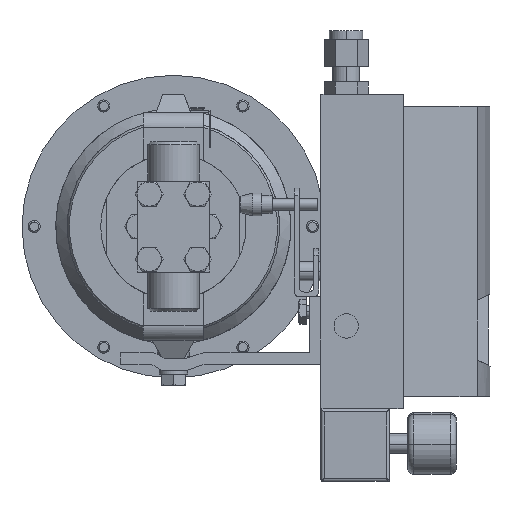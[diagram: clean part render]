
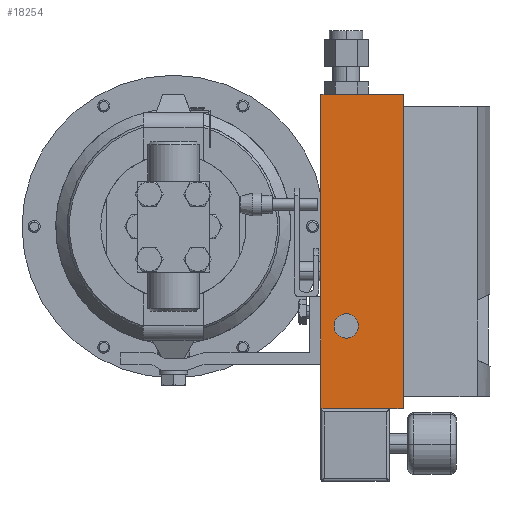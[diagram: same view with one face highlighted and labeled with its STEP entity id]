
A CAD part, front view. The second image highlights one B-rep face of the part: STEP entity #18254.
In plain terms, the highlighted planar face has unit normal (0, -1, 0).
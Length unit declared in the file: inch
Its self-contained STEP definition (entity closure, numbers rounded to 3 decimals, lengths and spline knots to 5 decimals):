
#1050 = DIRECTION ( 'NONE',  ( 0., 0., -1. ) ) ;
#1188 = VERTEX_POINT ( 'NONE', #11858 ) ;
#1195 = DIRECTION ( 'NONE',  ( -1., 0., 0. ) ) ;
#1241 = ORIENTED_EDGE ( 'NONE', *, *, #7780, .T. ) ;
#1889 = AXIS2_PLACEMENT_3D ( 'NONE', #16349, #16448, #1195 ) ;
#1956 = CARTESIAN_POINT ( 'NONE',  ( 3.04884, 4.55856, 2.73652 ) ) ;
#2455 = VECTOR ( 'NONE', #23432, 39.37008 ) ;
#2472 = FACE_OUTER_BOUND ( 'NONE', #3211, .T. ) ;
#3211 = EDGE_LOOP ( 'NONE', ( #11025, #19069, #19493, #25863, #19210, #28778, #1241, #6899, #6904 ) ) ;
#3859 = EDGE_CURVE ( 'NONE', #5410, #9067, #16053, .T. ) ;
#4189 = EDGE_LOOP ( 'NONE', ( #8771, #26045 ) ) ;
#4388 = VERTEX_POINT ( 'NONE', #21438 ) ;
#5410 = VERTEX_POINT ( 'NONE', #11574 ) ;
#5447 = CARTESIAN_POINT ( 'NONE',  ( 6.05485, 4.55856, -3.76348 ) ) ;
#5732 = VERTEX_POINT ( 'NONE', #16185 ) ;
#5751 = VECTOR ( 'NONE', #1050, 39.37008 ) ;
#5795 = DIRECTION ( 'NONE',  ( 1., 0., 0. ) ) ;
#6899 = ORIENTED_EDGE ( 'NONE', *, *, #23629, .T. ) ;
#6904 = ORIENTED_EDGE ( 'NONE', *, *, #24720, .T. ) ;
#7086 = VECTOR ( 'NONE', #32405, 39.37008 ) ;
#7484 = VECTOR ( 'NONE', #32610, 39.37008 ) ;
#7780 = EDGE_CURVE ( 'NONE', #4388, #28682, #16291, .T. ) ;
#8320 = DIRECTION ( 'NONE',  ( 0., 0., -1. ) ) ;
#8487 = EDGE_CURVE ( 'NONE', #4388, #5732, #27973, .T. ) ;
#8771 = ORIENTED_EDGE ( 'NONE', *, *, #16049, .F. ) ;
#8977 = DIRECTION ( 'NONE',  ( 0., -1., 0. ) ) ;
#9067 = VERTEX_POINT ( 'NONE', #30908 ) ;
#9179 = CARTESIAN_POINT ( 'NONE',  ( 4.74881, 4.55856, -3.76348 ) ) ;
#9812 = VERTEX_POINT ( 'NONE', #9179 ) ;
#10397 = AXIS2_PLACEMENT_3D ( 'NONE', #27280, #11850, #29846 ) ;
#10491 = DIRECTION ( 'NONE',  ( 0., 0., -1. ) ) ;
#10697 = EDGE_CURVE ( 'NONE', #9067, #9812, #12971, .T. ) ;
#10862 = CARTESIAN_POINT ( 'NONE',  ( 3.04884, 4.55856, -3.51348 ) ) ;
#11025 = ORIENTED_EDGE ( 'NONE', *, *, #3859, .T. ) ;
#11574 = CARTESIAN_POINT ( 'NONE',  ( 3.04884, 4.55856, -3.76348 ) ) ;
#11598 = CARTESIAN_POINT ( 'NONE',  ( 3.82149, 4.55856, -2.05174 ) ) ;
#11850 = DIRECTION ( 'NONE',  ( 0., -1., 0. ) ) ;
#11858 = CARTESIAN_POINT ( 'NONE',  ( 4.74881, 4.55856, 2.48652 ) ) ;
#12537 = LINE ( 'NONE', #16299, #5751 ) ;
#12971 = LINE ( 'NONE', #21177, #19024 ) ;
#13084 = CARTESIAN_POINT ( 'NONE',  ( 4.74881, 4.55856, 2.48652 ) ) ;
#14000 = LINE ( 'NONE', #32798, #26097 ) ;
#14145 = LINE ( 'NONE', #10862, #27046 ) ;
#14980 = EDGE_CURVE ( 'NONE', #19818, #9812, #14000, .T. ) ;
#15242 = FACE_BOUND ( 'NONE', #4189, .T. ) ;
#16049 = EDGE_CURVE ( 'NONE', #28715, #18416, #29017, .T. ) ;
#16053 = LINE ( 'NONE', #5447, #2455 ) ;
#16185 = CARTESIAN_POINT ( 'NONE',  ( 4.74881, 4.55856, 2.73652 ) ) ;
#16227 = LINE ( 'NONE', #13084, #29910 ) ;
#16291 = LINE ( 'NONE', #30145, #29177 ) ;
#16299 = CARTESIAN_POINT ( 'NONE',  ( 4.74881, 4.55856, 2.73652 ) ) ;
#16349 = CARTESIAN_POINT ( 'NONE',  ( 3.04884, 4.55856, -3.51348 ) ) ;
#16448 = DIRECTION ( 'NONE',  ( 0., 1., 0. ) ) ;
#18153 = CARTESIAN_POINT ( 'NONE',  ( 3.04884, 4.55856, -1.44348 ) ) ;
#18254 = ADVANCED_FACE ( 'NONE', ( #2472, #15242 ), #31841, .F. ) ;
#18416 = VERTEX_POINT ( 'NONE', #11598 ) ;
#18463 = VERTEX_POINT ( 'NONE', #24711 ) ;
#19024 = VECTOR ( 'NONE', #5795, 39.37008 ) ;
#19069 = ORIENTED_EDGE ( 'NONE', *, *, #10697, .T. ) ;
#19156 = LINE ( 'NONE', #32207, #7086 ) ;
#19210 = ORIENTED_EDGE ( 'NONE', *, *, #31305, .F. ) ;
#19493 = ORIENTED_EDGE ( 'NONE', *, *, #14980, .F. ) ;
#19818 = VERTEX_POINT ( 'NONE', #27120 ) ;
#20769 = CARTESIAN_POINT ( 'NONE',  ( 3.31835, 4.55856, -2.05174 ) ) ;
#21177 = CARTESIAN_POINT ( 'NONE',  ( 3.04884, 4.55856, -3.76348 ) ) ;
#21438 = CARTESIAN_POINT ( 'NONE',  ( 3.04884, 4.55856, 2.73652 ) ) ;
#23061 = AXIS2_PLACEMENT_3D ( 'NONE', #24413, #8977, #26971 ) ;
#23432 = DIRECTION ( 'NONE',  ( 1., 0., 0. ) ) ;
#23629 = EDGE_CURVE ( 'NONE', #28682, #18463, #14145, .T. ) ;
#24413 = CARTESIAN_POINT ( 'NONE',  ( 3.56992, 4.55856, -2.05174 ) ) ;
#24711 = CARTESIAN_POINT ( 'NONE',  ( 3.04884, 4.55856, -2.84348 ) ) ;
#24720 = EDGE_CURVE ( 'NONE', #18463, #5410, #19156, .T. ) ;
#25142 = DIRECTION ( 'NONE',  ( 0., 0., -1. ) ) ;
#25280 = DIRECTION ( 'NONE',  ( 0., 0., -1. ) ) ;
#25586 = EDGE_CURVE ( 'NONE', #18416, #28715, #31528, .T. ) ;
#25863 = ORIENTED_EDGE ( 'NONE', *, *, #26532, .F. ) ;
#26045 = ORIENTED_EDGE ( 'NONE', *, *, #25586, .F. ) ;
#26097 = VECTOR ( 'NONE', #25280, 39.37008 ) ;
#26532 = EDGE_CURVE ( 'NONE', #1188, #19818, #16227, .T. ) ;
#26971 = DIRECTION ( 'NONE',  ( -1., 0., 0. ) ) ;
#27046 = VECTOR ( 'NONE', #8320, 39.37008 ) ;
#27120 = CARTESIAN_POINT ( 'NONE',  ( 4.74881, 4.55856, -3.51348 ) ) ;
#27280 = CARTESIAN_POINT ( 'NONE',  ( 3.56992, 4.55856, -2.05174 ) ) ;
#27973 = LINE ( 'NONE', #1956, #7484 ) ;
#28682 = VERTEX_POINT ( 'NONE', #18153 ) ;
#28715 = VERTEX_POINT ( 'NONE', #20769 ) ;
#28778 = ORIENTED_EDGE ( 'NONE', *, *, #8487, .F. ) ;
#29017 = CIRCLE ( 'NONE', #23061, 0.25157 ) ;
#29177 = VECTOR ( 'NONE', #25142, 39.37008 ) ;
#29846 = DIRECTION ( 'NONE',  ( -1., 0., 0. ) ) ;
#29910 = VECTOR ( 'NONE', #10491, 39.37008 ) ;
#30145 = CARTESIAN_POINT ( 'NONE',  ( 3.04884, 4.55856, -3.51348 ) ) ;
#30908 = CARTESIAN_POINT ( 'NONE',  ( 4.46625, 4.55856, -3.76348 ) ) ;
#31305 = EDGE_CURVE ( 'NONE', #5732, #1188, #12537, .T. ) ;
#31528 = CIRCLE ( 'NONE', #10397, 0.25157 ) ;
#31841 = PLANE ( 'NONE',  #1889 ) ;
#32207 = CARTESIAN_POINT ( 'NONE',  ( 3.04884, 4.55856, -3.51348 ) ) ;
#32405 = DIRECTION ( 'NONE',  ( 0., 0., -1. ) ) ;
#32610 = DIRECTION ( 'NONE',  ( 1., 0., 0. ) ) ;
#32798 = CARTESIAN_POINT ( 'NONE',  ( 4.74881, 4.55856, -3.51348 ) ) ;
